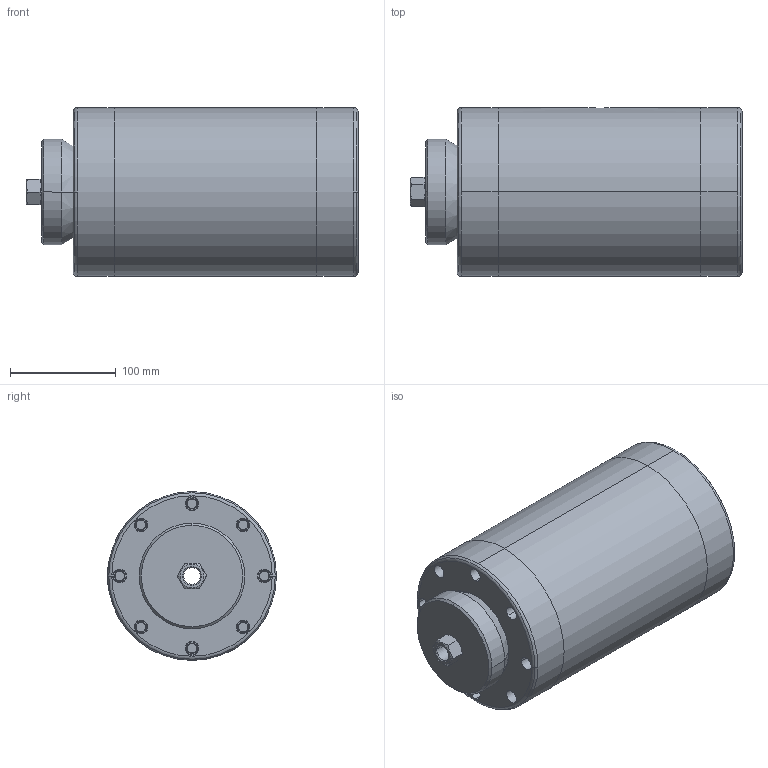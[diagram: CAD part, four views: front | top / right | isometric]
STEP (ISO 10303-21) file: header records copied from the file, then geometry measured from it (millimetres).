
FILE_DESCRIPTION((''),'2;1');
FILE_NAME('QV-240-080-XX_FR_M0001_ASM','2020-03-22T18:51:49',('Admin'),(''),'CREO PARAMETRIC BY PTC INC, 2016510','CREO PARAMETRIC BY PTC INC, 2016510','');
FILE_SCHEMA(('CONFIG_CONTROL_DESIGN'));
Length unit declared in the file: millimetre
Products named in the file (38): DIN912_M6X40_ZYLINDERSCHRAU-516; DIN912_M6X40_ZYLINDERSCHRAU-519; GEHUSE_QV-240-080; DIN125_A6_U-SCHEIBE_QV-240--525; DIN125_A6_U-SCHEIBE_QV-240--528; ANSCHLUSSSTUECK_QV-240-080-531; ANSCHLUSSSTUECK_QV-240-080-534; DIN125_A6_U-SCHEIBE_QV-240--537; DIN125_A6_U-SCHEIBE_QV-240--540; DIN125_A6_U-SCHEIBE_QV-240--543; DIN125_A6_U-SCHEIBE_QV-240--546; DIN125_A6_U-SCHEIBE_QV-240--549; DIN125_A6_U-SCHEIBE_QV-240--552; DIN125_A6_U-SCHEIBE_QV-240--555; DIN125_A6_U-SCHEIBE_QV-240--558; DIN125_A6_U-SCHEIBE_QV-240--561; DIN125_A6_U-SCHEIBE_QV-240--564; DIN125_A6_U-SCHEIBE_QV-240--567; DIN125_A6_U-SCHEIBE_QV-240--570; DIN125_A6_U-SCHEIBE_QV-240--573; DIN125_A6_U-SCHEIBE_QV-240--576; DIN912_M6X40_ZYLINDERSCHRAU-579; DIN912_M6X40_ZYLINDERSCHRAU-582; DIN912_M6X40_ZYLINDERSCHRAU-585; DIN912_M6X40_ZYLINDERSCHRAU-588; DIN912_M6X40_ZYLINDERSCHRAU-591; DIN912_M6X40_ZYLINDERSCHRAU-594; DIN912_M6X40_ZYLINDERSCHRAU-597; DIN912_M6X40_ZYLINDERSCHRAU-600; DIN912_M6X40_ZYLINDERSCHRAU-603; DIN912_M6X40_ZYLINDERSCHRAU-606; DIN912_M6X40_ZYLINDERSCHRAU-609; DIN912_M6X40_ZYLINDERSCHRAU-612; DIN912_M6X40_ZYLINDERSCHRAU-615; DIN912_M6X40_ZYLINDERSCHRAU-618; DRUCKSTUECK_DN_80_QV-240-621; DIN934_M16_SECHSKANTMUTTER_-624; QV-240-080-XX_FR_M0001_ASM
Assembly tree (37 placements, depth 2):
  QV-240-080-XX_FR_M0001_ASM
    DIN912_M6X40_ZYLINDERSCHRAU-516
    DIN912_M6X40_ZYLINDERSCHRAU-519
    GEHUSE_QV-240-080
    DIN125_A6_U-SCHEIBE_QV-240--525
    DIN125_A6_U-SCHEIBE_QV-240--528
    ANSCHLUSSSTUECK_QV-240-080-531
    ANSCHLUSSSTUECK_QV-240-080-534
    DIN125_A6_U-SCHEIBE_QV-240--537
    DIN125_A6_U-SCHEIBE_QV-240--540
    DIN125_A6_U-SCHEIBE_QV-240--543
    DIN125_A6_U-SCHEIBE_QV-240--546
    DIN125_A6_U-SCHEIBE_QV-240--549
    DIN125_A6_U-SCHEIBE_QV-240--552
    DIN125_A6_U-SCHEIBE_QV-240--555
    DIN125_A6_U-SCHEIBE_QV-240--558
    DIN125_A6_U-SCHEIBE_QV-240--561
    DIN125_A6_U-SCHEIBE_QV-240--564
    DIN125_A6_U-SCHEIBE_QV-240--567
    DIN125_A6_U-SCHEIBE_QV-240--570
    DIN125_A6_U-SCHEIBE_QV-240--573
    DIN125_A6_U-SCHEIBE_QV-240--576
    DIN912_M6X40_ZYLINDERSCHRAU-579
    DIN912_M6X40_ZYLINDERSCHRAU-582
    DIN912_M6X40_ZYLINDERSCHRAU-585
    DIN912_M6X40_ZYLINDERSCHRAU-588
    DIN912_M6X40_ZYLINDERSCHRAU-591
    DIN912_M6X40_ZYLINDERSCHRAU-594
    DIN912_M6X40_ZYLINDERSCHRAU-597
    DIN912_M6X40_ZYLINDERSCHRAU-600
    DIN912_M6X40_ZYLINDERSCHRAU-603
    DIN912_M6X40_ZYLINDERSCHRAU-606
    DIN912_M6X40_ZYLINDERSCHRAU-609
    DIN912_M6X40_ZYLINDERSCHRAU-612
    DIN912_M6X40_ZYLINDERSCHRAU-615
    DIN912_M6X40_ZYLINDERSCHRAU-618
    DRUCKSTUECK_DN_80_QV-240-621
    DIN934_M16_SECHSKANTMUTTER_-624
Bounding box: 314.53 x 160 x 160 mm (x, y, z)
Volume: 2862649.7 mm3; surface area: 411799.3 mm2
Topology: 37 solids, 37 shells, 635 faces, 1487 edges, 951 vertices
Faces by surface type: cylinder 262, cone 204, plane 121, torus 48
Entity records: 19520 total; most frequent: DIRECTION 3798, CARTESIAN_POINT 3353, ORIENTED_EDGE 2910, AXIS2_PLACEMENT_3D 1663, EDGE_CURVE 1455, CIRCLE 953, VERTEX_POINT 951, EDGE_LOOP 768
